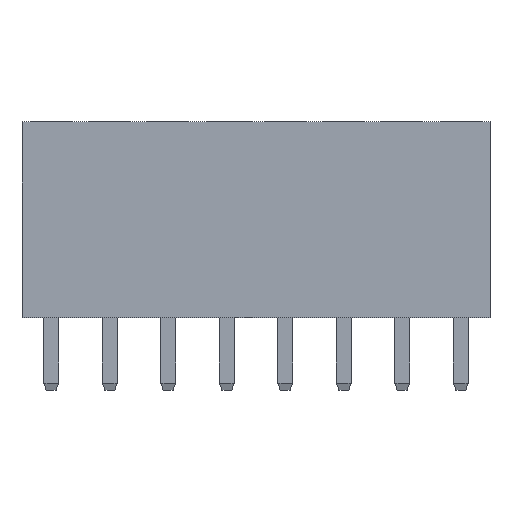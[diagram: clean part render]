
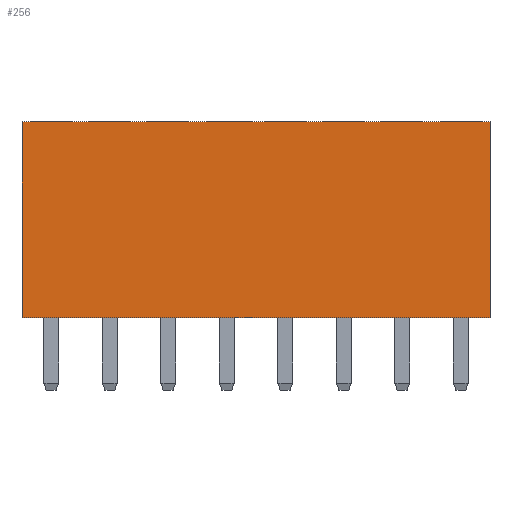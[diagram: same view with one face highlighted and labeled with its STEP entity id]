
A CAD part, top view. The second image highlights one B-rep face of the part: STEP entity #256.
In plain terms, the highlighted planar face has unit normal (0, 0, 1).
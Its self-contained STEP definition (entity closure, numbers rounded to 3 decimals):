
#256 = ADVANCED_FACE ( 'NONE', ( #4700 ), #4699, .F. ) ;
#257 = EDGE_LOOP ( 'NONE', ( #258, #262, #284, #287 ) ) ;
#258 = ORIENTED_EDGE ( 'NONE', *, *, #259, .T. ) ;
#259 = EDGE_CURVE ( 'NONE', #260, #261, #4694, .T. ) ;
#260 = VERTEX_POINT ( 'NONE', #4690 ) ;
#261 = VERTEX_POINT ( 'NONE', #4689 ) ;
#262 = ORIENTED_EDGE ( 'NONE', *, *, #263, .F. ) ;
#263 = EDGE_CURVE ( 'NONE', #264, #261, #4688, .T. ) ;
#264 = VERTEX_POINT ( 'NONE', #4738 ) ;
#284 = ORIENTED_EDGE ( 'NONE', *, *, #285, .F. ) ;
#285 = EDGE_CURVE ( 'NONE', #286, #264, #4712, .T. ) ;
#286 = VERTEX_POINT ( 'NONE', #4708 ) ;
#287 = ORIENTED_EDGE ( 'NONE', *, *, #288, .T. ) ;
#288 = EDGE_CURVE ( 'NONE', #286, #260, #4769, .T. ) ;
#4685 = DIRECTION ( 'NONE',  ( 0., -1., 0. ) ) ;
#4686 = VECTOR ( 'NONE', #4685, 1000. ) ;
#4687 = CARTESIAN_POINT ( 'NONE',  ( 1.27, 8.5, 1.27 ) ) ;
#4688 = LINE ( 'NONE', #4687, #4686 ) ;
#4689 = CARTESIAN_POINT ( 'NONE',  ( 1.27, 0., 1.27 ) ) ;
#4690 = CARTESIAN_POINT ( 'NONE',  ( -19.05, 0., 1.27 ) ) ;
#4691 = DIRECTION ( 'NONE',  ( 1., 0., 0. ) ) ;
#4692 = VECTOR ( 'NONE', #4691, 1000. ) ;
#4693 = CARTESIAN_POINT ( 'NONE',  ( -1.27, 0., 1.27 ) ) ;
#4694 = LINE ( 'NONE', #4693, #4692 ) ;
#4695 = DIRECTION ( 'NONE',  ( -1., 0., 0. ) ) ;
#4696 = DIRECTION ( 'NONE',  ( 0., 0., -1. ) ) ;
#4697 = CARTESIAN_POINT ( 'NONE',  ( -1.27, 8.5, 1.27 ) ) ;
#4698 = AXIS2_PLACEMENT_3D ( 'NONE', #4697, #4696, #4695 ) ;
#4699 = PLANE ( 'NONE',  #4698 ) ;
#4700 = FACE_OUTER_BOUND ( 'NONE', #257, .T. ) ;
#4708 = CARTESIAN_POINT ( 'NONE',  ( -19.05, 8.5, 1.27 ) ) ;
#4709 = DIRECTION ( 'NONE',  ( 1., 0., 0. ) ) ;
#4710 = VECTOR ( 'NONE', #4709, 1000. ) ;
#4711 = CARTESIAN_POINT ( 'NONE',  ( -1.27, 8.5, 1.27 ) ) ;
#4712 = LINE ( 'NONE', #4711, #4710 ) ;
#4738 = CARTESIAN_POINT ( 'NONE',  ( 1.27, 8.5, 1.27 ) ) ;
#4766 = DIRECTION ( 'NONE',  ( 0., -1., 0. ) ) ;
#4767 = VECTOR ( 'NONE', #4766, 1000. ) ;
#4768 = CARTESIAN_POINT ( 'NONE',  ( -19.05, 8.5, 1.27 ) ) ;
#4769 = LINE ( 'NONE', #4768, #4767 ) ;
